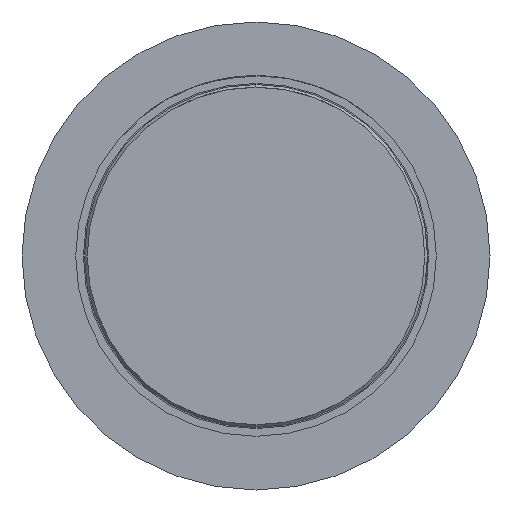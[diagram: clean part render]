
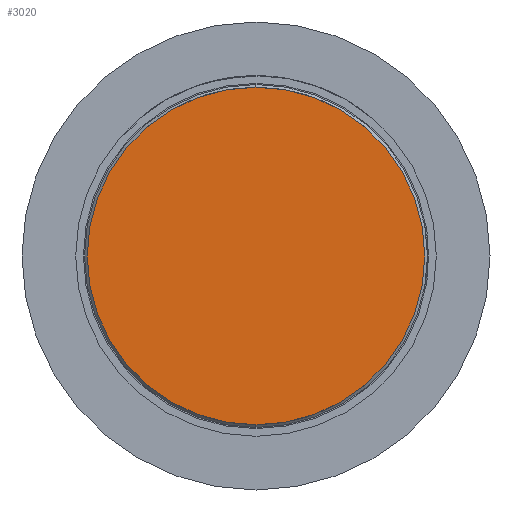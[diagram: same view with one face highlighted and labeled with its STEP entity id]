
A CAD part, front view. The second image highlights one B-rep face of the part: STEP entity #3020.
In plain terms, the highlighted planar face has unit normal (0, -1, 0).
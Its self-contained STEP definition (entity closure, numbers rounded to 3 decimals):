
#1054 = VERTEX_POINT ( 'NONE', #6074 ) ;
#1516 = CIRCLE ( 'NONE', #14320, 2.2 ) ;
#1960 = DIRECTION ( 'NONE',  ( 0., -1., 0. ) ) ;
#3020 = ADVANCED_FACE ( 'Defeature ausgef�hrt1_48', ( #15661 ), #9265, .F. ) ;
#3071 = DIRECTION ( 'NONE',  ( 0., -1., 0. ) ) ;
#3222 = DIRECTION ( 'NONE',  ( -1., 0., 0. ) ) ;
#4606 = EDGE_CURVE ( 'Defeature ausgef�hrt1_48+Defeature ausgef�hrt1_55+Defeature ausgef�hrt1_55+Defeature ausgef�hrt1_55', #1054, #10590, #13263, .T. ) ;
#6074 = CARTESIAN_POINT ( 'NONE',  ( 2.2, 0., 0. ) ) ;
#6883 = CARTESIAN_POINT ( 'NONE',  ( 0., 0., -1.9 ) ) ;
#9236 = ORIENTED_EDGE ( 'NONE', *, *, #4606, .T. ) ;
#9265 = PLANE ( 'NONE',  #11691 ) ;
#9786 = AXIS2_PLACEMENT_3D ( 'NONE', #12094, #1960, #3222 ) ;
#10562 = ORIENTED_EDGE ( 'NONE', *, *, #15699, .T. ) ;
#10590 = VERTEX_POINT ( 'NONE', #12610 ) ;
#11691 = AXIS2_PLACEMENT_3D ( 'NONE', #6883, #11871, #11922 ) ;
#11871 = DIRECTION ( 'NONE',  ( 0., 1., 0. ) ) ;
#11922 = DIRECTION ( 'NONE',  ( 1., 0., 0. ) ) ;
#12094 = CARTESIAN_POINT ( 'NONE',  ( 0., 0., 0. ) ) ;
#12610 = CARTESIAN_POINT ( 'NONE',  ( -2.2, 0., 0. ) ) ;
#13136 = CARTESIAN_POINT ( 'NONE',  ( 0., 0., 0. ) ) ;
#13263 = CIRCLE ( 'NONE', #9786, 2.2 ) ;
#14320 = AXIS2_PLACEMENT_3D ( 'NONE', #13136, #3071, #14474 ) ;
#14474 = DIRECTION ( 'NONE',  ( -1., 0., 0. ) ) ;
#15661 = FACE_OUTER_BOUND ( 'NONE', #16093, .T. ) ;
#15699 = EDGE_CURVE ( 'Defeature ausgef�hrt1_48+Defeature ausgef�hrt1_55+Defeature ausgef�hrt1_55+Defeature ausgef�hrt1_55', #10590, #1054, #1516, .T. ) ;
#16093 = EDGE_LOOP ( 'NONE', ( #10562, #9236 ) ) ;
